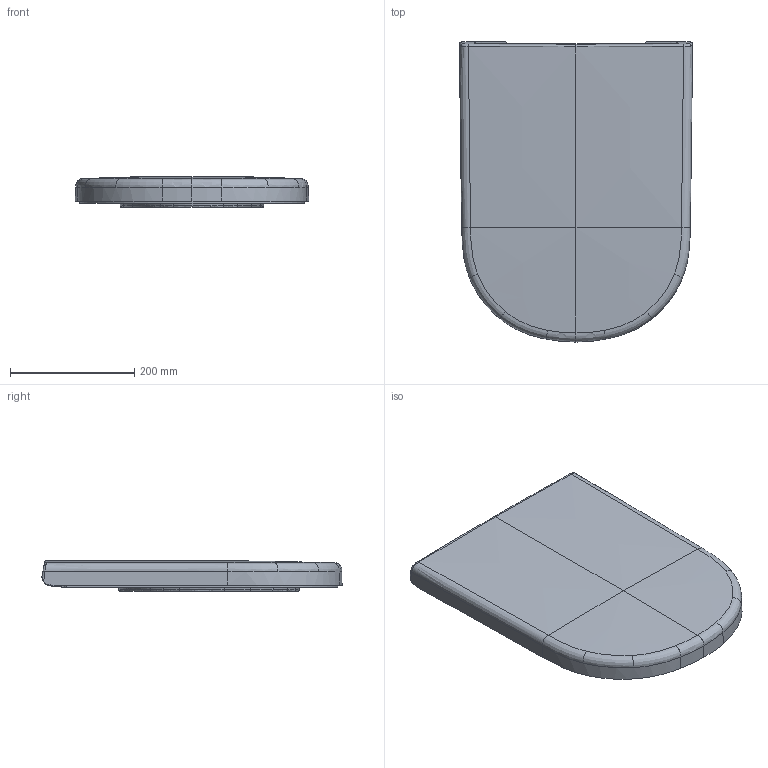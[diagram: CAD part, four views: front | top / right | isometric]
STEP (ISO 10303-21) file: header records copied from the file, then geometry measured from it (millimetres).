
FILE_DESCRIPTION(/* description */ (''),/* implementation_level */ '2;1');
FILE_NAME(/* name */ '002851_002859',/* time_stamp */ '2024-12-18T13:31:55+01:00',/* author */ (''),/* organization */ (''),/* preprocessor_version */ 'ST-DEVELOPER v15',/* originating_system */ '',/* authorisation */ '');
FILE_SCHEMA (('AUTOMOTIVE_DESIGN'));
Length unit declared in the file: millimetre
Products named in the file (1): Document
Bounding box: 375.13 x 482.94 x 49.59 mm (x, y, z)
Volume: 2083822.2 mm3; surface area: 676925.5 mm2
Topology: 2 solids, 2 shells, 540 faces, 1313 edges, 777 vertices
Faces by surface type: bspline 520, plane 20
Entity records: 33049 total; most frequent: CARTESIAN_POINT 24889, ORIENTED_EDGE 2626, EDGE_CURVE 1313, B_SPLINE_CURVE_WITH_KNOTS 1212, VERTEX_POINT 777, EDGE_LOOP 542, ADVANCED_FACE 540, FACE_OUTER_BOUND 540
